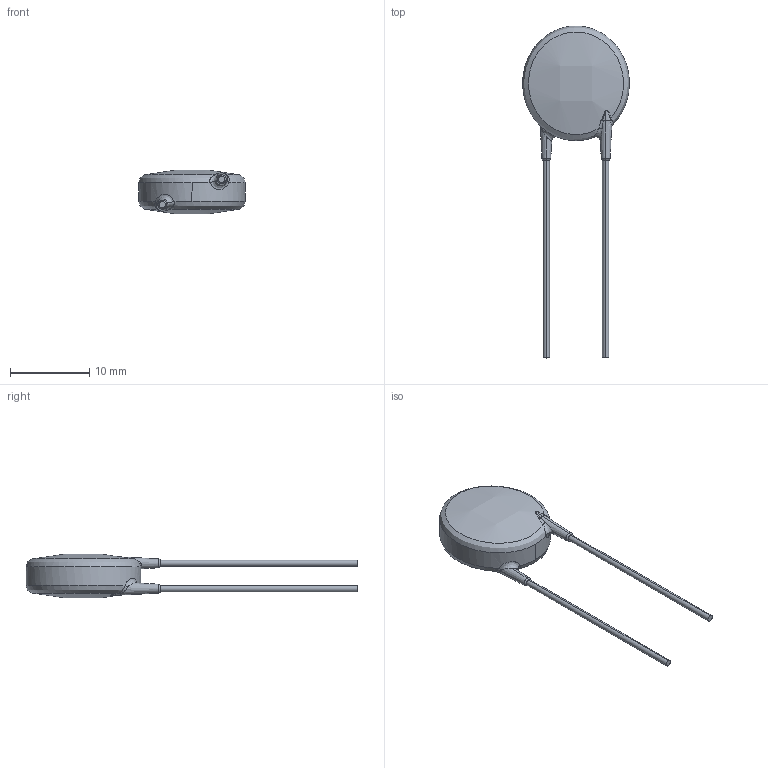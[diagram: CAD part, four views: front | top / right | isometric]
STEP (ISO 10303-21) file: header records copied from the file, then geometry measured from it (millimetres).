
FILE_DESCRIPTION (( 'STEP AP214' ), '1' );
FILE_NAME ('S14K275K11.STEP', '2020-10-21T01:35:42', ( '' ), ( '' ), 'SwSTEP 2.0', 'SolidWorks 2019', '' );
FILE_SCHEMA (( 'AUTOMOTIVE_DESIGN' ));
Length unit declared in the file: millimetre
Products named in the file (1): S14K275K11
Bounding box: 13.5 x 42 x 5.54 mm (x, y, z)
Volume: 781.5 mm3; surface area: 619.6 mm2
Topology: 1 solids, 1 shells, 43 faces, 98 edges, 57 vertices
Faces by surface type: bspline 26, cylinder 7, cone 4, torus 4, plane 2
Entity records: 3106 total; most frequent: CARTESIAN_POINT 1880, ORIENTED_EDGE 196, DIRECTION 115, EDGE_CURVE 98, VERTEX_POINT 57, B_SPLINE_CURVE_WITH_KNOTS 51, AXIS2_PLACEMENT_3D 50, EDGE_LOOP 43
